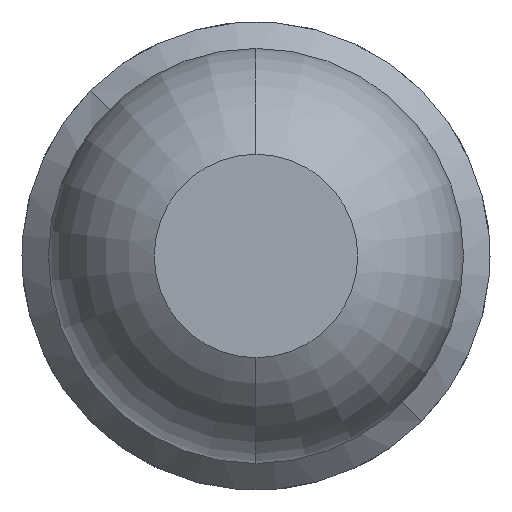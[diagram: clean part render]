
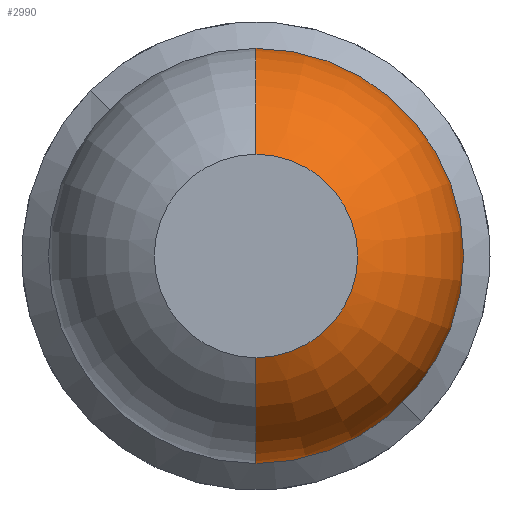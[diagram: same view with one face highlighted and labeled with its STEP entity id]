
A CAD part, front view. The second image highlights one B-rep face of the part: STEP entity #2990.
In plain terms, the highlighted toroidal (fillet/blend) face has major radius 0.01 mm and minor radius 0.5 mm.
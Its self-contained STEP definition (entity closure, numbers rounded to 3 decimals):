
#16 = CARTESIAN_POINT ( 'NONE',  ( 0., -25.4, -0.25 ) ) ;
#187 = AXIS2_PLACEMENT_3D ( 'NONE', #3740, #2912, #3222 ) ;
#204 = CARTESIAN_POINT ( 'NONE',  ( 0., -24.961, -0.51 ) ) ;
#221 = DIRECTION ( 'NONE',  ( 0., 0., -1. ) ) ;
#391 = FACE_OUTER_BOUND ( 'NONE', #2197, .T. ) ;
#395 = EDGE_CURVE ( 'Defeature ausgef�hrt1_0+Defeature ausgef�hrt1_18+Defeature ausgef�hrt1_18+Defeature ausgef�hrt1_18', #3429, #2797, #2406, .T. ) ;
#414 = ORIENTED_EDGE ( 'NONE', *, *, #2420, .F. ) ;
#575 = DIRECTION ( 'NONE',  ( 0., 0., 1. ) ) ;
#889 = EDGE_CURVE ( 'Defeature ausgef�hrt1_0+Defeature ausgef�hrt1_6+Defeature ausgef�hrt1_6+Defeature ausgef�hrt1_6', #1167, #2734, #2400, .T. ) ;
#892 = DIRECTION ( 'NONE',  ( 0., 1., 0. ) ) ;
#928 = AXIS2_PLACEMENT_3D ( 'NONE', #2879, #3666, #221 ) ;
#1026 = CIRCLE ( 'NONE', #187, 0.5 ) ;
#1031 = DIRECTION ( 'NONE',  ( 0., 0., -1. ) ) ;
#1039 = DIRECTION ( 'NONE',  ( 0., 0., -1. ) ) ;
#1099 = AXIS2_PLACEMENT_3D ( 'NONE', #3162, #892, #575 ) ;
#1167 = VERTEX_POINT ( 'NONE', #204 ) ;
#1220 = ORIENTED_EDGE ( 'NONE', *, *, #2644, .T. ) ;
#1233 = AXIS2_PLACEMENT_3D ( 'NONE', #3594, #2475, #1031 ) ;
#1317 = CARTESIAN_POINT ( 'NONE',  ( 0., -24.961, 0.01 ) ) ;
#1438 = TOROIDAL_SURFACE ( 'NONE', #1233, 0.01, 0.5 ) ;
#1601 = DIRECTION ( 'NONE',  ( 1., 0., 0. ) ) ;
#2028 = ORIENTED_EDGE ( 'NONE', *, *, #395, .T. ) ;
#2197 = EDGE_LOOP ( 'NONE', ( #3032, #1220, #2028, #414 ) ) ;
#2400 = CIRCLE ( 'NONE', #928, 0.51 ) ;
#2406 = CIRCLE ( 'NONE', #1099, 0.25 ) ;
#2420 = EDGE_CURVE ( 'NONE', #1167, #2797, #1026, .T. ) ;
#2475 = DIRECTION ( 'NONE',  ( 0., -1., 0. ) ) ;
#2478 = CIRCLE ( 'NONE', #3421, 0.5 ) ;
#2644 = EDGE_CURVE ( 'NONE', #2734, #3429, #2478, .T. ) ;
#2734 = VERTEX_POINT ( 'NONE', #3660 ) ;
#2797 = VERTEX_POINT ( 'NONE', #16 ) ;
#2879 = CARTESIAN_POINT ( 'NONE',  ( 0., -24.961, 0. ) ) ;
#2912 = DIRECTION ( 'NONE',  ( -1., 0., 0. ) ) ;
#2990 = ADVANCED_FACE ( 'Defeature ausgef�hrt1_0', ( #391 ), #1438, .T. ) ;
#3032 = ORIENTED_EDGE ( 'NONE', *, *, #889, .T. ) ;
#3162 = CARTESIAN_POINT ( 'NONE',  ( 0., -25.4, 0. ) ) ;
#3222 = DIRECTION ( 'NONE',  ( 0., 0., 1. ) ) ;
#3324 = CARTESIAN_POINT ( 'NONE',  ( 0., -25.4, 0.25 ) ) ;
#3421 = AXIS2_PLACEMENT_3D ( 'NONE', #1317, #1601, #1039 ) ;
#3429 = VERTEX_POINT ( 'NONE', #3324 ) ;
#3594 = CARTESIAN_POINT ( 'NONE',  ( 0., -24.961, 0. ) ) ;
#3660 = CARTESIAN_POINT ( 'NONE',  ( 0., -24.961, 0.51 ) ) ;
#3666 = DIRECTION ( 'NONE',  ( 0., -1., 0. ) ) ;
#3740 = CARTESIAN_POINT ( 'NONE',  ( 0., -24.961, -0.01 ) ) ;
